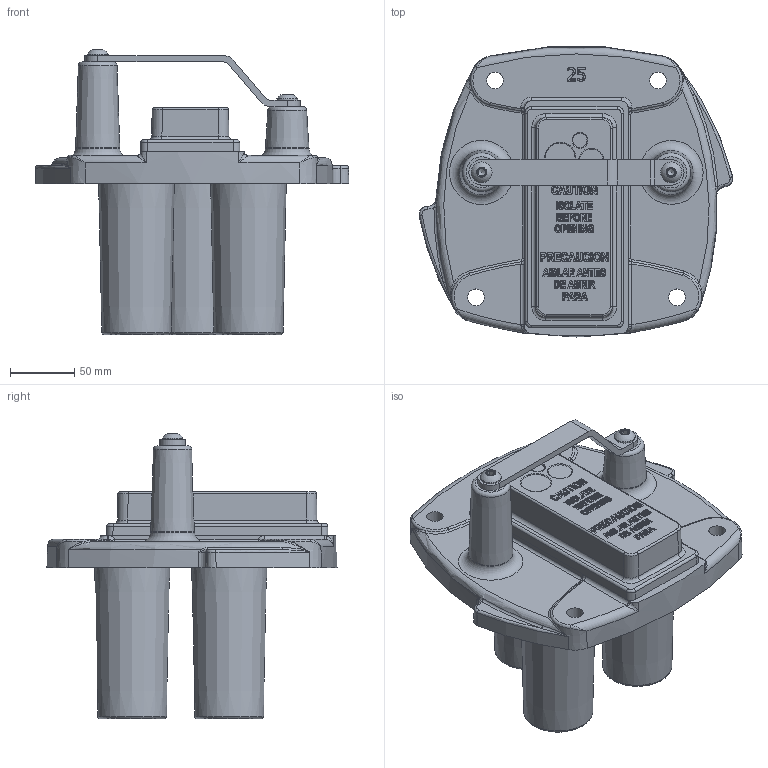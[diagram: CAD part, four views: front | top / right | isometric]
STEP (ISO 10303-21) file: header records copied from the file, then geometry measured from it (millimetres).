
FILE_DESCRIPTION(/* description */ (''),/* implementation_level */ '2;1');
FILE_NAME(/* name */ 'RS845_SLD 25kV KA Universal Insulated End Cover.stp',/* time_stamp */ '2022-09-10T15:59:33+10:00',/* author */ ('a.tao491'),/* organization */ (''),/* preprocessor_version */ 'ST-DEVELOPER v16.5',/* originating_system */ 'Autodesk Inventor 2017',/* authorisation */ '');
FILE_SCHEMA (('AUTOMOTIVE_DESIGN { 1 0 10303 214 3 1 1 }'));
Length unit declared in the file: millimetre
Products named in the file (6): RS845_SLD; 2238; 2248_SLD; 1216; 1046; 3108
Assembly tree (8 placements, depth 2):
  RS845_SLD
    2238
    2248_SLD
    1216  x2
    1046
    3108  x3
Bounding box: 245.13 x 226.56 x 222.85 mm (x, y, z)
Volume: 2331298.1 mm3; surface area: 249639.4 mm2
Topology: 8 solids, 8 shells, 1741 faces, 4102 edges, 2457 vertices
Faces by surface type: plane 621, bspline 539, cylinder 495, cone 45, torus 39, sphere 2
Full cylindrical faces by diameter (mm): 7.798 x2, 9.45 x2, 11 x2, 13 x4, 16.3 x2
Entity records: 65645 total; most frequent: CARTESIAN_POINT 29172, ORIENTED_EDGE 7986, DIRECTION 6492, EDGE_CURVE 3993, VERTEX_POINT 2411, LINE 2194, VECTOR 2194, AXIS2_PLACEMENT_3D 2149
